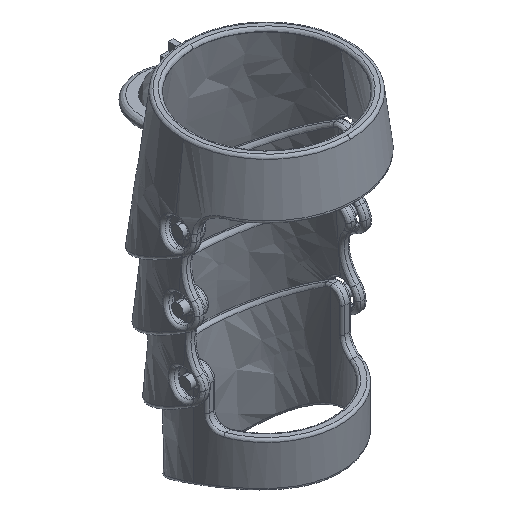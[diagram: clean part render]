
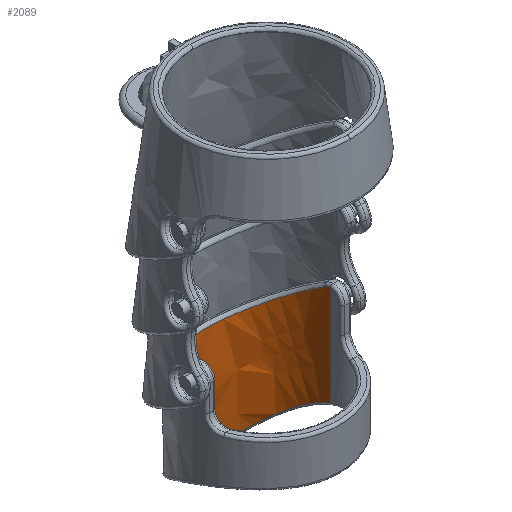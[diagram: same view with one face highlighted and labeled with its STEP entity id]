
A CAD part, isometric view. The second image highlights one B-rep face of the part: STEP entity #2089.
In plain terms, the highlighted free-form (B-spline) face has degree [2, 1] with [5, 2] control points.
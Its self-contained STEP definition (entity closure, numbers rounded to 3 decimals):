
#547 = EDGE_CURVE('',#548,#550,#552,.T.);
#548 = VERTEX_POINT('',#549);
#549 = CARTESIAN_POINT('',(-6.794,2.971,-57.131
    ));
#550 = VERTEX_POINT('',#551);
#551 = CARTESIAN_POINT('',(7.415,0.,
    -55.693));
#552 = B_SPLINE_CURVE_WITH_KNOTS('',3,(#553,#554,#555,#556,#557,#558,
    #559,#560,#561,#562,#563,#564,#565,#566,#567,#568,#569,#570,#571,
    #572,#573,#574,#575,#576,#577,#578,#579,#580,#581,#582,#583,#584,
    #585,#586,#587,#588,#589,#590,#591,#592,#593,#594),.UNSPECIFIED.,.F.
  ,.F.,(4,2,2,2,2,2,2,2,2,2,2,2,2,2,2,2,2,2,2,2,4),(0.031,
    0.033,0.034,0.036,
    0.037,0.039,0.04,
    0.041,0.042,0.044,
    0.045,0.045,0.047,
    0.049,0.05,0.051,
    0.052,0.053,0.054,
    0.055,0.057),.UNSPECIFIED.);
#553 = CARTESIAN_POINT('',(-6.794,2.971,-57.131
    ));
#554 = CARTESIAN_POINT('',(-6.631,3.344,
    -57.355));
#555 = CARTESIAN_POINT('',(-6.437,3.703,
    -57.589));
#556 = CARTESIAN_POINT('',(-6.,4.375,
    -58.059));
#557 = CARTESIAN_POINT('',(-5.757,4.69,
    -58.296));
#558 = CARTESIAN_POINT('',(-5.219,5.282,
    -58.769));
#559 = CARTESIAN_POINT('',(-4.922,5.56,
    -59.007));
#560 = CARTESIAN_POINT('',(-4.287,6.064,-59.459
    ));
#561 = CARTESIAN_POINT('',(-3.947,6.291,
    -59.676));
#562 = CARTESIAN_POINT('',(-3.214,6.695,
    -60.077));
#563 = CARTESIAN_POINT('',(-2.817,6.873,
    -60.263));
#564 = CARTESIAN_POINT('',(-2.193,7.087,
    -60.492));
#565 = CARTESIAN_POINT('',(-1.979,7.149,
    -60.561));
#566 = CARTESIAN_POINT('',(-1.541,7.257,
    -60.68));
#567 = CARTESIAN_POINT('',(-1.314,7.301,
    -60.73));
#568 = CARTESIAN_POINT('',(-0.632,7.402,
    -60.844));
#569 = CARTESIAN_POINT('',(-0.17,7.428,
    -60.874));
#570 = CARTESIAN_POINT('',(0.768,7.39,-60.83
    ));
#571 = CARTESIAN_POINT('',(1.224,7.327,-60.758
    ));
#572 = CARTESIAN_POINT('',(1.884,7.175,-60.589)
  );
#573 = CARTESIAN_POINT('',(2.102,7.114,-60.522
    ));
#574 = CARTESIAN_POINT('',(2.523,6.976,-60.373
    ));
#575 = CARTESIAN_POINT('',(2.726,6.899,-60.291
    ));
#576 = CARTESIAN_POINT('',(3.317,6.645,-60.027
    ));
#577 = CARTESIAN_POINT('',(3.688,6.446,-59.826
    ));
#578 = CARTESIAN_POINT('',(4.385,5.994,-59.395
    ));
#579 = CARTESIAN_POINT('',(4.704,5.746,-59.169
    ));
#580 = CARTESIAN_POINT('',(5.295,5.206,-58.707)
  );
#581 = CARTESIAN_POINT('',(5.566,4.915,-58.471
    ));
#582 = CARTESIAN_POINT('',(5.939,4.444,-58.114
    ));
#583 = CARTESIAN_POINT('',(6.058,4.281,-57.995)
  );
#584 = CARTESIAN_POINT('',(6.281,3.947,-57.759)
  );
#585 = CARTESIAN_POINT('',(6.385,3.775,-57.642
    ));
#586 = CARTESIAN_POINT('',(6.678,3.248,-57.295
    ));
#587 = CARTESIAN_POINT('',(6.845,2.879,-57.07)
  );
#588 = CARTESIAN_POINT('',(7.053,2.297,-56.743)
  );
#589 = CARTESIAN_POINT('',(7.115,2.097,-56.636)
  );
#590 = CARTESIAN_POINT('',(7.222,1.694,-56.429
    ));
#591 = CARTESIAN_POINT('',(7.267,1.489,-56.329)
  );
#592 = CARTESIAN_POINT('',(7.376,0.867,-56.039
    ));
#593 = CARTESIAN_POINT('',(7.415,0.439,-55.858
    ));
#594 = CARTESIAN_POINT('',(7.415,0.,
    -55.693));
#850 = EDGE_CURVE('',#550,#851,#853,.T.);
#851 = VERTEX_POINT('',#852);
#852 = CARTESIAN_POINT('',(7.415,0.,
    -44.092));
#853 = B_SPLINE_CURVE_WITH_KNOTS('',1,(#854,#855),.UNSPECIFIED.,.F.,.F.,
  (2,2),(71.189,84.379),.PIECEWISE_BEZIER_KNOTS.);
#854 = CARTESIAN_POINT('',(7.415,0.,-55.693));
#855 = CARTESIAN_POINT('',(7.415,0.,-44.092));
#939 = VERTEX_POINT('',#940);
#940 = CARTESIAN_POINT('',(-7.415,0.,
    -44.092));
#955 = EDGE_CURVE('',#956,#939,#958,.T.);
#956 = VERTEX_POINT('',#957);
#957 = CARTESIAN_POINT('',(-7.415,0.,
    -55.693));
#958 = B_SPLINE_CURVE_WITH_KNOTS('',1,(#959,#960),.UNSPECIFIED.,.F.,.F.,
  (2,2),(71.189,84.379),.PIECEWISE_BEZIER_KNOTS.);
#959 = CARTESIAN_POINT('',(-7.415,0.,
    -55.693));
#960 = CARTESIAN_POINT('',(-7.415,0.,
    -44.092));
#2089 = ADVANCED_FACE('',(#2090),#2135,.F.);
#2090 = FACE_BOUND('',#2091,.F.);
#2091 = EDGE_LOOP('',(#2092,#2103,#2112,#2121,#2122,#2123,#2134));
#2092 = ORIENTED_EDGE('',*,*,#2093,.F.);
#2093 = EDGE_CURVE('',#2094,#939,#2096,.T.);
#2094 = VERTEX_POINT('',#2095);
#2095 = CARTESIAN_POINT('',(-7.394,0.559,
    -44.247));
#2096 = B_SPLINE_CURVE_WITH_KNOTS('',3,(#2097,#2098,#2099,#2100,#2101,
    #2102),.UNSPECIFIED.,.F.,.F.,(4,2,4),(0.,
    0.,0.001),.UNSPECIFIED.);
#2097 = CARTESIAN_POINT('',(-7.394,0.559,
    -44.247));
#2098 = CARTESIAN_POINT('',(-7.4,0.474,
    -44.197));
#2099 = CARTESIAN_POINT('',(-7.406,0.383,
    -44.158));
#2100 = CARTESIAN_POINT('',(-7.413,0.195,
    -44.105));
#2101 = CARTESIAN_POINT('',(-7.415,0.099,
    -44.092));
#2102 = CARTESIAN_POINT('',(-7.415,0.,
    -44.092));
#2103 = ORIENTED_EDGE('',*,*,#2104,.F.);
#2104 = EDGE_CURVE('',#2105,#2094,#2107,.T.);
#2105 = VERTEX_POINT('',#2106);
#2106 = CARTESIAN_POINT('',(7.394,0.559,-44.247
    ));
#2107 = ( BOUNDED_CURVE() B_SPLINE_CURVE(3,(#2108,#2109,#2110,#2111),
.UNSPECIFIED.,.F.,.F.) B_SPLINE_CURVE_WITH_KNOTS((4,4),(1.646,
4.637),.PIECEWISE_BEZIER_KNOTS.) CURVE() 
GEOMETRIC_REPRESENTATION_ITEM() RATIONAL_B_SPLINE_CURVE((1.,
0.384,0.384,1.)) REPRESENTATION_ITEM('') );
#2108 = CARTESIAN_POINT('',(7.394,0.559,-44.247
    ));
#2109 = CARTESIAN_POINT('',(6.425,13.373,
    -51.935));
#2110 = CARTESIAN_POINT('',(-6.425,13.373,
    -51.935));
#2111 = CARTESIAN_POINT('',(-7.394,0.559,
    -44.247));
#2112 = ORIENTED_EDGE('',*,*,#2113,.F.);
#2113 = EDGE_CURVE('',#851,#2105,#2114,.T.);
#2114 = B_SPLINE_CURVE_WITH_KNOTS('',3,(#2115,#2116,#2117,#2118,#2119,
    #2120),.UNSPECIFIED.,.F.,.F.,(4,2,4),(0.,0.,
    0.001),.UNSPECIFIED.);
#2115 = CARTESIAN_POINT('',(7.415,0.,
    -44.092));
#2116 = CARTESIAN_POINT('',(7.415,0.099,
    -44.092));
#2117 = CARTESIAN_POINT('',(7.413,0.197,
    -44.106));
#2118 = CARTESIAN_POINT('',(7.406,0.385,
    -44.158));
#2119 = CARTESIAN_POINT('',(7.4,0.475,
    -44.197));
#2120 = CARTESIAN_POINT('',(7.394,0.559,-44.247
    ));
#2121 = ORIENTED_EDGE('',*,*,#850,.F.);
#2122 = ORIENTED_EDGE('',*,*,#547,.F.);
#2123 = ORIENTED_EDGE('',*,*,#2124,.F.);
#2124 = EDGE_CURVE('',#956,#548,#2125,.T.);
#2125 = B_SPLINE_CURVE_WITH_KNOTS('',3,(#2126,#2127,#2128,#2129,#2130,
    #2131,#2132,#2133),.UNSPECIFIED.,.F.,.F.,(4,2,2,4),(
    0.027,0.028,0.029,
    0.031),.UNSPECIFIED.);
#2126 = CARTESIAN_POINT('',(-7.415,0.,
    -55.693));
#2127 = CARTESIAN_POINT('',(-7.415,0.263,
    -55.792));
#2128 = CARTESIAN_POINT('',(-7.401,0.524,
    -55.897));
#2129 = CARTESIAN_POINT('',(-7.346,1.043,
    -56.12));
#2130 = CARTESIAN_POINT('',(-7.305,1.299,
    -56.238));
#2131 = CARTESIAN_POINT('',(-7.145,2.046,
    -56.601));
#2132 = CARTESIAN_POINT('',(-6.991,2.519,
    -56.859));
#2133 = CARTESIAN_POINT('',(-6.794,2.971,
    -57.131));
#2134 = ORIENTED_EDGE('',*,*,#955,.T.);
#2135 = ( BOUNDED_SURFACE() B_SPLINE_SURFACE(2,1,(
    (#2136,#2137)
    ,(#2138,#2139)
    ,(#2140,#2141)
    ,(#2142,#2143)
    ,(#2144,#2145
)),.UNSPECIFIED.,.F.,.F.,.F.) B_SPLINE_SURFACE_WITH_KNOTS((3,2,3),(2,2),
  (0.,1.571,3.142),(65.314,84.379),
.PIECEWISE_BEZIER_KNOTS.) GEOMETRIC_REPRESENTATION_ITEM() 
RATIONAL_B_SPLINE_SURFACE((
    (1.,1.)
    ,(0.707,0.707)
    ,(1.,1.)
    ,(0.707,0.707)
,(1.,1.))) REPRESENTATION_ITEM('') SURFACE() );
#2136 = CARTESIAN_POINT('',(7.415,0.,-60.86));
#2137 = CARTESIAN_POINT('',(7.415,0.,-44.092));
#2138 = CARTESIAN_POINT('',(7.415,7.415,
    -60.86));
#2139 = CARTESIAN_POINT('',(7.415,7.415,
    -44.092));
#2140 = CARTESIAN_POINT('',(0.,7.415,
    -60.86));
#2141 = CARTESIAN_POINT('',(0.,7.415,
    -44.092));
#2142 = CARTESIAN_POINT('',(-7.415,7.415,
    -60.86));
#2143 = CARTESIAN_POINT('',(-7.415,7.415,
    -44.092));
#2144 = CARTESIAN_POINT('',(-7.415,0.,
    -60.86));
#2145 = CARTESIAN_POINT('',(-7.415,0.,
    -44.092));
